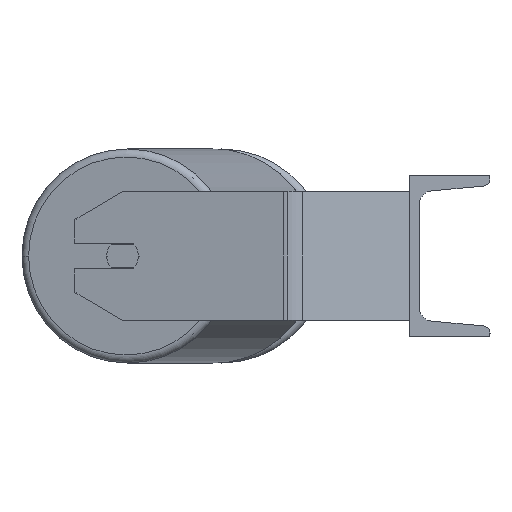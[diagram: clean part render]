
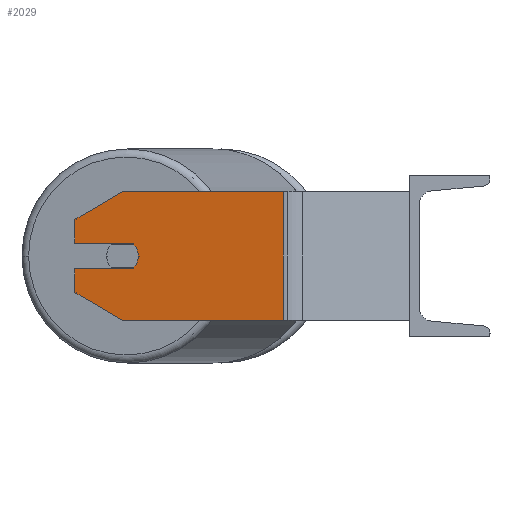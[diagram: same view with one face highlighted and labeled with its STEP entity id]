
A CAD part, left-side view. The second image highlights one B-rep face of the part: STEP entity #2029.
In plain terms, the highlighted planar face has unit normal (-0.985, 0.174, 0).
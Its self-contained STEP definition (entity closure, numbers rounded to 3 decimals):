
#30 = VECTOR ( 'NONE', #2087, 1000. ) ;
#81 = VERTEX_POINT ( 'NONE', #813 ) ;
#83 = CARTESIAN_POINT ( 'NONE',  ( -511.274, 207.835, -40. ) ) ;
#207 = AXIS2_PLACEMENT_3D ( 'NONE', #2158, #2066, #7010 ) ;
#300 = ORIENTED_EDGE ( 'NONE', *, *, #672, .T. ) ;
#305 = EDGE_CURVE ( 'NONE', #4121, #1125, #8348, .T. ) ;
#337 = AXIS2_PLACEMENT_3D ( 'NONE', #4810, #584, #2230 ) ;
#354 = DIRECTION ( 'NONE',  ( -0.985, 0.174, 0. ) ) ;
#429 = CARTESIAN_POINT ( 'NONE',  ( -534.113, 78.311, 40. ) ) ;
#519 = CARTESIAN_POINT ( 'NONE',  ( -518.22, 168.442, 0. ) ) ;
#584 = DIRECTION ( 'NONE',  ( -0.985, 0.174, 0. ) ) ;
#598 = VERTEX_POINT ( 'NONE', #519 ) ;
#602 = VERTEX_POINT ( 'NONE', #1170 ) ;
#672 = EDGE_CURVE ( 'NONE', #81, #970, #8412, .T. ) ;
#813 = CARTESIAN_POINT ( 'NONE',  ( -516.484, 178.29, -40. ) ) ;
#821 = DIRECTION ( 'NONE',  ( -0.174, -0.985, 0. ) ) ;
#964 = ORIENTED_EDGE ( 'NONE', *, *, #2981, .T. ) ;
#970 = VERTEX_POINT ( 'NONE', #5826 ) ;
#998 = CARTESIAN_POINT ( 'NONE',  ( -516.484, 178.29, 0. ) ) ;
#1011 = ORIENTED_EDGE ( 'NONE', *, *, #1215, .F. ) ;
#1059 = ORIENTED_EDGE ( 'NONE', *, *, #2038, .T. ) ;
#1125 = VERTEX_POINT ( 'NONE', #8559 ) ;
#1132 = CARTESIAN_POINT ( 'NONE',  ( -511.274, 207.835, 8. ) ) ;
#1170 = CARTESIAN_POINT ( 'NONE',  ( -516.484, 178.29, 40. ) ) ;
#1215 = EDGE_CURVE ( 'NONE', #4873, #9040, #9076, .T. ) ;
#1483 = LINE ( 'NONE', #2794, #1568 ) ;
#1545 = AXIS2_PLACEMENT_3D ( 'NONE', #998, #354, #2299 ) ;
#1568 = VECTOR ( 'NONE', #2055, 1000. ) ;
#1582 = LINE ( 'NONE', #8643, #5276 ) ;
#2029 = ADVANCED_FACE ( 'NONE', ( #4134 ), #2762, .F. ) ;
#2038 = EDGE_CURVE ( 'NONE', #8353, #81, #3450, .T. ) ;
#2055 = DIRECTION ( 'NONE',  ( 0., 0., -1. ) ) ;
#2066 = DIRECTION ( 'NONE',  ( 0.985, -0.174, 0. ) ) ;
#2087 = DIRECTION ( 'NONE',  ( -0.174, -0.985, 0. ) ) ;
#2104 = CARTESIAN_POINT ( 'NONE',  ( -517.526, 172.381, -8. ) ) ;
#2158 = CARTESIAN_POINT ( 'NONE',  ( -511.274, 207.835, 40. ) ) ;
#2230 = DIRECTION ( 'NONE',  ( -0.174, -0.985, 0. ) ) ;
#2299 = DIRECTION ( 'NONE',  ( -0.174, -0.985, 0. ) ) ;
#2602 = ORIENTED_EDGE ( 'NONE', *, *, #6925, .F. ) ;
#2662 = ORIENTED_EDGE ( 'NONE', *, *, #5351, .T. ) ;
#2716 = EDGE_CURVE ( 'NONE', #9040, #598, #6876, .T. ) ;
#2762 = PLANE ( 'NONE',  #207 ) ;
#2794 = CARTESIAN_POINT ( 'NONE',  ( -511.274, 207.835, 40. ) ) ;
#2981 = EDGE_CURVE ( 'NONE', #602, #4121, #1582, .T. ) ;
#3234 = CARTESIAN_POINT ( 'NONE',  ( -511.274, 207.835, -22.679 ) ) ;
#3434 = EDGE_CURVE ( 'NONE', #4648, #970, #6859, .T. ) ;
#3450 = LINE ( 'NONE', #8390, #4503 ) ;
#3451 = DIRECTION ( 'NONE',  ( -0.174, -0.985, 0. ) ) ;
#4095 = DIRECTION ( 'NONE',  ( 0., 0., -1. ) ) ;
#4121 = VERTEX_POINT ( 'NONE', #8305 ) ;
#4134 = FACE_OUTER_BOUND ( 'NONE', #6851, .T. ) ;
#4240 = CARTESIAN_POINT ( 'NONE',  ( -511.274, 207.835, 40. ) ) ;
#4319 = CIRCLE ( 'NONE', #337, 10. ) ;
#4499 = ORIENTED_EDGE ( 'NONE', *, *, #7833, .F. ) ;
#4503 = VECTOR ( 'NONE', #4847, 1000. ) ;
#4648 = VERTEX_POINT ( 'NONE', #7960 ) ;
#4707 = ORIENTED_EDGE ( 'NONE', *, *, #3434, .F. ) ;
#4810 = CARTESIAN_POINT ( 'NONE',  ( -516.484, 178.29, 0. ) ) ;
#4847 = DIRECTION ( 'NONE',  ( -0.15, -0.853, -0.5 ) ) ;
#4873 = VERTEX_POINT ( 'NONE', #6774 ) ;
#5123 = VECTOR ( 'NONE', #5491, 1000. ) ;
#5132 = EDGE_CURVE ( 'NONE', #602, #4648, #6068, .T. ) ;
#5276 = VECTOR ( 'NONE', #8513, 1000. ) ;
#5344 = CARTESIAN_POINT ( 'NONE',  ( -517.526, 172.381, 8. ) ) ;
#5351 = EDGE_CURVE ( 'NONE', #4873, #8353, #1483, .T. ) ;
#5491 = DIRECTION ( 'NONE',  ( 0., 0., -1. ) ) ;
#5493 = DIRECTION ( 'NONE',  ( 0.174, 0.985, 0. ) ) ;
#5604 = VERTEX_POINT ( 'NONE', #5344 ) ;
#5826 = CARTESIAN_POINT ( 'NONE',  ( -534.113, 78.311, -40. ) ) ;
#6068 = LINE ( 'NONE', #7248, #6312 ) ;
#6272 = VECTOR ( 'NONE', #5493, 1000. ) ;
#6312 = VECTOR ( 'NONE', #821, 1000. ) ;
#6542 = VECTOR ( 'NONE', #4095, 1000. ) ;
#6702 = CARTESIAN_POINT ( 'NONE',  ( -517.526, 172.381, -8. ) ) ;
#6774 = CARTESIAN_POINT ( 'NONE',  ( -511.274, 207.835, -8. ) ) ;
#6851 = EDGE_LOOP ( 'NONE', ( #2662, #1059, #300, #4707, #7299, #964, #7215, #4499, #2602, #8133, #1011 ) ) ;
#6859 = LINE ( 'NONE', #429, #5123 ) ;
#6876 = CIRCLE ( 'NONE', #1545, 10. ) ;
#6925 = EDGE_CURVE ( 'NONE', #598, #5604, #4319, .T. ) ;
#7010 = DIRECTION ( 'NONE',  ( 0.174, 0.985, 0. ) ) ;
#7215 = ORIENTED_EDGE ( 'NONE', *, *, #305, .T. ) ;
#7248 = CARTESIAN_POINT ( 'NONE',  ( -511.274, 207.835, 40. ) ) ;
#7299 = ORIENTED_EDGE ( 'NONE', *, *, #5132, .F. ) ;
#7428 = VECTOR ( 'NONE', #3451, 1000. ) ;
#7833 = EDGE_CURVE ( 'NONE', #5604, #1125, #8277, .T. ) ;
#7960 = CARTESIAN_POINT ( 'NONE',  ( -534.113, 78.311, 40. ) ) ;
#8133 = ORIENTED_EDGE ( 'NONE', *, *, #2716, .F. ) ;
#8277 = LINE ( 'NONE', #1132, #6272 ) ;
#8305 = CARTESIAN_POINT ( 'NONE',  ( -511.274, 207.835, 22.679 ) ) ;
#8348 = LINE ( 'NONE', #4240, #6542 ) ;
#8353 = VERTEX_POINT ( 'NONE', #3234 ) ;
#8390 = CARTESIAN_POINT ( 'NONE',  ( -516.484, 178.29, -40. ) ) ;
#8412 = LINE ( 'NONE', #83, #30 ) ;
#8513 = DIRECTION ( 'NONE',  ( 0.15, 0.853, -0.5 ) ) ;
#8559 = CARTESIAN_POINT ( 'NONE',  ( -511.274, 207.835, 8. ) ) ;
#8643 = CARTESIAN_POINT ( 'NONE',  ( -511.274, 207.835, 22.679 ) ) ;
#9040 = VERTEX_POINT ( 'NONE', #6702 ) ;
#9076 = LINE ( 'NONE', #2104, #7428 ) ;
